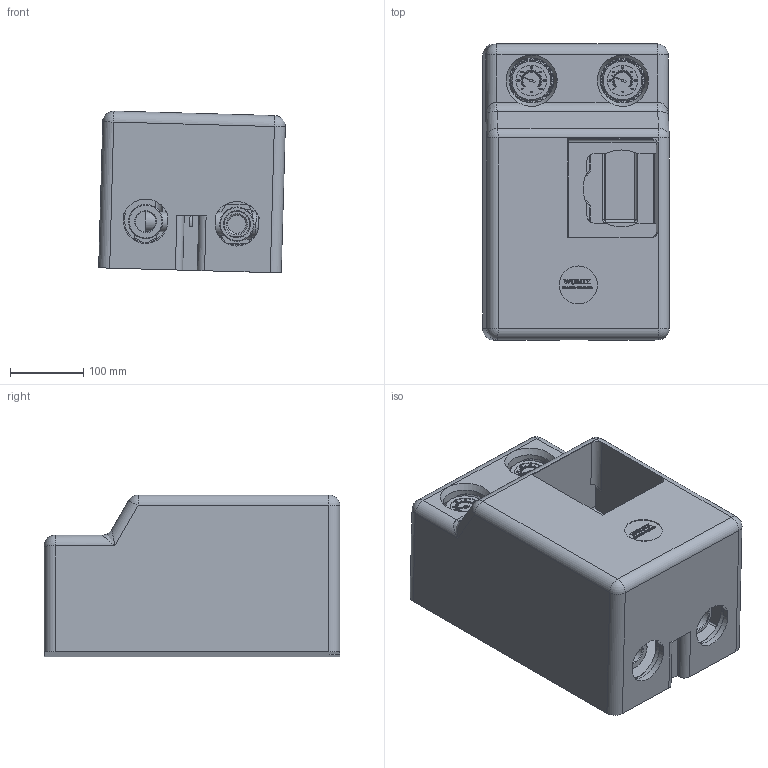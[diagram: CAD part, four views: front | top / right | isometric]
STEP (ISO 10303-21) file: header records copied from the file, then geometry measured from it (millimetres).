
FILE_DESCRIPTION(/* description */ (''),/* implementation_level */ '2;1');
FILE_NAME(/* name */ 'SMTC125-DN25.stp',/* time_stamp */ '2015-11-26T21:41:20+01:00',/* author */ ('ARTUR'),/* organization */ (''),/* preprocessor_version */ 'ST-DEVELOPER v15.6',/* originating_system */ 'Autodesk Inventor 2015',/* authorisation */ '');
FILE_SCHEMA (('CONFIG_CONTROL_DESIGN'));
Products named in the file (1): SMTC125-DN25
Bounding box: 255.49 x 405 x 221.48 mm (x, y, z)
Volume: 9891511.3 mm3; surface area: 1079512.2 mm2
Topology: 1 solids, 1 shells, 2863 faces, 7891 edges, 5068 vertices
Faces by surface type: plane 1810, cylinder 644, bspline 242, cone 72, sphere 53, torus 42
Full cylindrical faces by diameter (mm): 10 x2, 13 x2, 13.654 x2, 25 x3, 26.8 x2, 27 x1, 28 x1, 30 x4, 32 x2, 33 x6, 35 x5, 38 x3, 42 x3, 45 x3, 47 x3, 52 x3, 56 x2, 62 x2
Entity records: 94109 total; most frequent: CARTESIAN_POINT 21362, ORIENTED_EDGE 15410, DIRECTION 14005, EDGE_CURVE 7705, LINE 5499, VECTOR 5499, VERTEX_POINT 5036, AXIS2_PLACEMENT_3D 4253
